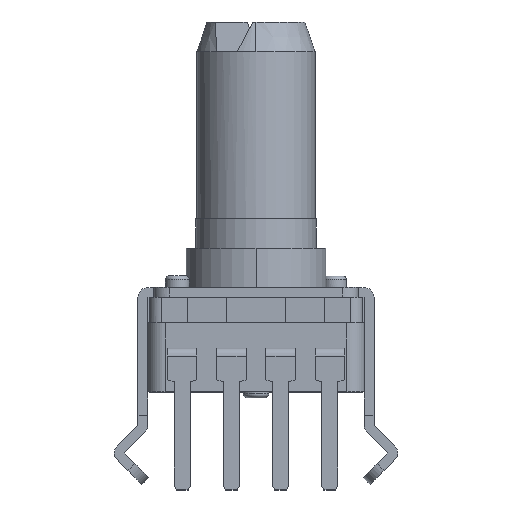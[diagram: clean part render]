
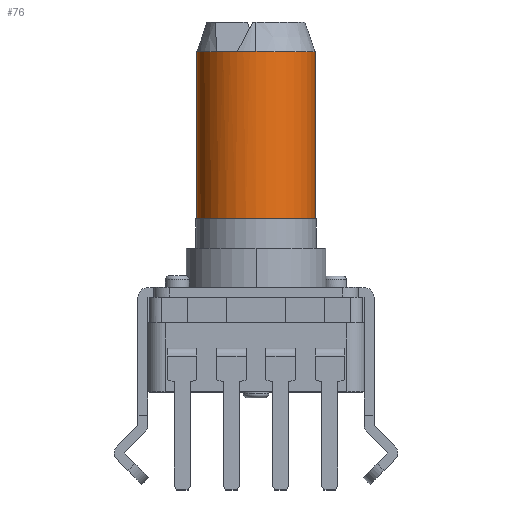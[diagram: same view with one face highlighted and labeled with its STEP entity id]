
A CAD part, top view. The second image highlights one B-rep face of the part: STEP entity #76.
In plain terms, the highlighted cylindrical face has radius 3 mm (diameter 6 mm), a partial arc.
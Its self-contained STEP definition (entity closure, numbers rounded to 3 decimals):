
#76=ADVANCED_FACE('',(#371),#372,.T.);
#371=FACE_OUTER_BOUND('',#916,.T.);
#372=CYLINDRICAL_SURFACE('',#917,3.0);
#916=EDGE_LOOP('',(#1618,#1619,#1620,#1621,#1622,#1623,#1624,#1625));
#917=AXIS2_PLACEMENT_3D('',#1626,#1627,#1628);
#1618=ORIENTED_EDGE('',*,*,#3725,.T.);
#1619=ORIENTED_EDGE('',*,*,#3756,.T.);
#1620=ORIENTED_EDGE('',*,*,#3729,.T.);
#1621=ORIENTED_EDGE('',*,*,#3755,.F.);
#1622=ORIENTED_EDGE('',*,*,#3732,.T.);
#1623=ORIENTED_EDGE('',*,*,#3752,.T.);
#1624=ORIENTED_EDGE('',*,*,#3750,.T.);
#1625=ORIENTED_EDGE('',*,*,#3753,.F.);
#1626=CARTESIAN_POINT('',(0.0,14.55,0.0));
#1627=DIRECTION('',(0.0,1.0,-0.0));
#1628=DIRECTION('',(-1.0,0.0,0.0));
#3725=EDGE_CURVE('',#4523,#4524,#4525,.T.);
#3729=EDGE_CURVE('',#4532,#4530,#4533,.T.);
#3732=EDGE_CURVE('',#4538,#4535,#4539,.T.);
#3750=EDGE_CURVE('',#4550,#4561,#4567,.T.);
#3752=EDGE_CURVE('',#4535,#4550,#4569,.T.);
#3753=EDGE_CURVE('',#4523,#4561,#4570,.T.);
#3755=EDGE_CURVE('',#4538,#4530,#4572,.T.);
#3756=EDGE_CURVE('',#4524,#4532,#4573,.T.);
#4523=VERTEX_POINT('',#5760);
#4524=VERTEX_POINT('',#5761);
#4525=LINE('',#5762,#5763);
#4530=VERTEX_POINT('',#5769);
#4532=VERTEX_POINT('',#5771);
#4533=LINE('',#5772,#5773);
#4535=VERTEX_POINT('',#5775);
#4538=VERTEX_POINT('',#5779);
#4539=CIRCLE('',#5780,3.);
#4550=VERTEX_POINT('',#5798);
#4561=VERTEX_POINT('',#5818);
#4567=CIRCLE('',#5836,3.0);
#4569=CIRCLE('',#5839,3.);
#4570=CIRCLE('',#5840,3.0);
#4572=LINE('',#5843,#5844);
#4573=CIRCLE('',#5845,3.0);
#5760=CARTESIAN_POINT('',(-3.0,17.3,0.));
#5761=CARTESIAN_POINT('',(-3.0,8.8,0.));
#5762=CARTESIAN_POINT('',(-3.0,14.55,0.));
#5763=VECTOR('',#7547,1.0);
#5769=CARTESIAN_POINT('',(3.0,11.8,0.0));
#5771=CARTESIAN_POINT('',(3.0,8.8,0.0));
#5772=CARTESIAN_POINT('',(3.0,14.55,0.));
#5773=VECTOR('',#7555,1.0);
#5775=CARTESIAN_POINT('',(0.,17.3,3.));
#5779=CARTESIAN_POINT('',(3.,17.3,0.));
#5780=AXIS2_PLACEMENT_3D('',#7560,#7561,#7562);
#5798=CARTESIAN_POINT('',(-0.95,17.3,2.846));
#5818=CARTESIAN_POINT('',(-1.989,17.3,2.246));
#5836=AXIS2_PLACEMENT_3D('',#7582,#7583,#7584);
#5839=AXIS2_PLACEMENT_3D('',#7586,#7587,#7588);
#5840=AXIS2_PLACEMENT_3D('',#7589,#7590,#7591);
#5843=CARTESIAN_POINT('',(3.,17.3,0.));
#5844=VECTOR('',#7593,5.5);
#5845=AXIS2_PLACEMENT_3D('',#7594,#7595,#7596);
#7547=DIRECTION('',(-0.0,-1.0,-0.0));
#7555=DIRECTION('',(0.0,1.0,-0.0));
#7560=CARTESIAN_POINT('',(0.,17.3,0.));
#7561=DIRECTION('',(0.0,-1.0,0.0));
#7562=DIRECTION('',(1.,0.0,0.));
#7582=CARTESIAN_POINT('',(0.0,17.3,0.0));
#7583=DIRECTION('',(0.0,-1.0,0.0));
#7584=DIRECTION('',(-0.317,0.0,0.949));
#7586=CARTESIAN_POINT('',(0.,17.3,0.));
#7587=DIRECTION('',(0.0,-1.0,0.0));
#7588=DIRECTION('',(1.,0.0,0.));
#7589=CARTESIAN_POINT('',(0.0,17.3,0.0));
#7590=DIRECTION('',(0.0,1.0,0.0));
#7591=DIRECTION('',(-1.0,0.0,0.0));
#7593=DIRECTION('',(0.,-1.,0.));
#7594=CARTESIAN_POINT('',(0.0,8.8,0.0));
#7595=DIRECTION('',(-0.0,1.0,0.0));
#7596=DIRECTION('',(1.0,0.0,0.0));
